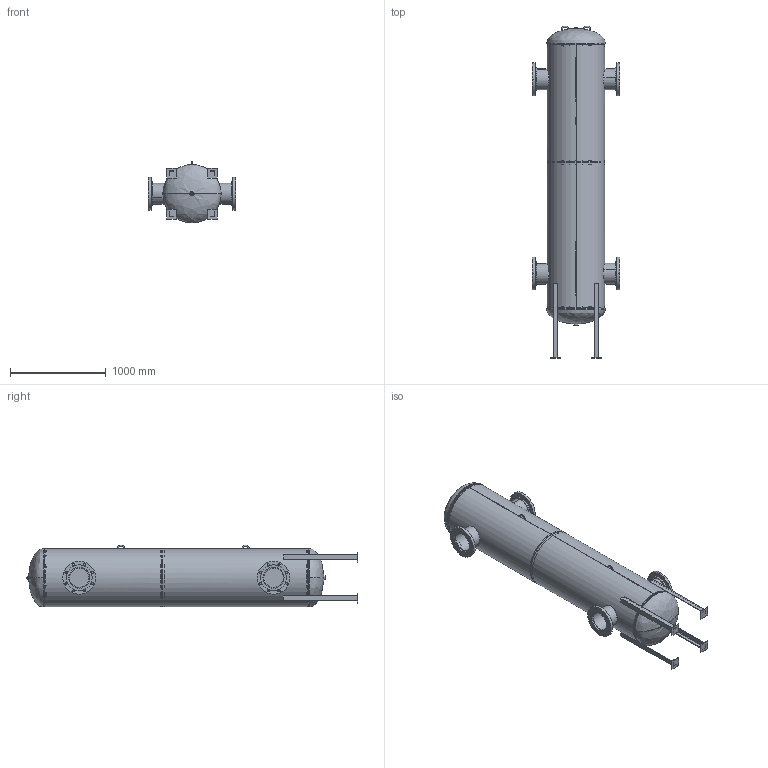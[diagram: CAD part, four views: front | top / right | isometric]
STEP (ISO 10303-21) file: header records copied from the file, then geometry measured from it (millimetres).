
FILE_DESCRIPTION (( 'STEP AP203' ), '1' );
FILE_NAME ('PSA-8.STEP', '2021-03-15T12:36:54', ( '' ), ( '' ), 'SwSTEP 2.0', 'SolidWorks 2021', '' );
FILE_SCHEMA (( 'CONFIG_CONTROL_DESIGN' ));
Length unit declared in the file: inch
Products named in the file (15): 99K0010; 99T0254; 9301120_9; 9400540; 9461100; 99J0146; 9200140; 9500050; 9500030; 99B0732; BACKING RINGS, .250 X 1.5 SA-36_23.630; 9100290_30.5; 99B0733; PSA-8
Assembly tree (35 placements, depth 2):
  PSA-8
    99B0732
    99B0733
    9200140
    9200140
    9500030
    9500050
    9301120_9  x4
    9461100  x4
    9400540  x4
    99J0146  x4
    99K0010  x4
    BACKING RINGS, .250 X 1.5 SA-36_23.630
    99T0254  x4
    9100290_30.5  x4
Bounding box: 914.4 x 3471.1 x 645.95 mm (x, y, z)
Volume: 30946925.2 mm3; surface area: 17170210.4 mm2
Topology: 35 solids, 35 shells, 398 faces, 896 edges, 576 vertices
Faces by surface type: cylinder 170, plane 156, torus 32, cone 24, bspline 16
Full cylindrical faces by diameter (mm): 587.502 x1, 600.202 x1
Entity records: 15824 total; most frequent: CARTESIAN_POINT 9032, DIRECTION 1075, ORIENTED_EDGE 874, AXIS2_PLACEMENT_3D 451, EDGE_CURVE 437, VERTEX_POINT 270, EDGE_LOOP 235, CIRCLE 232
